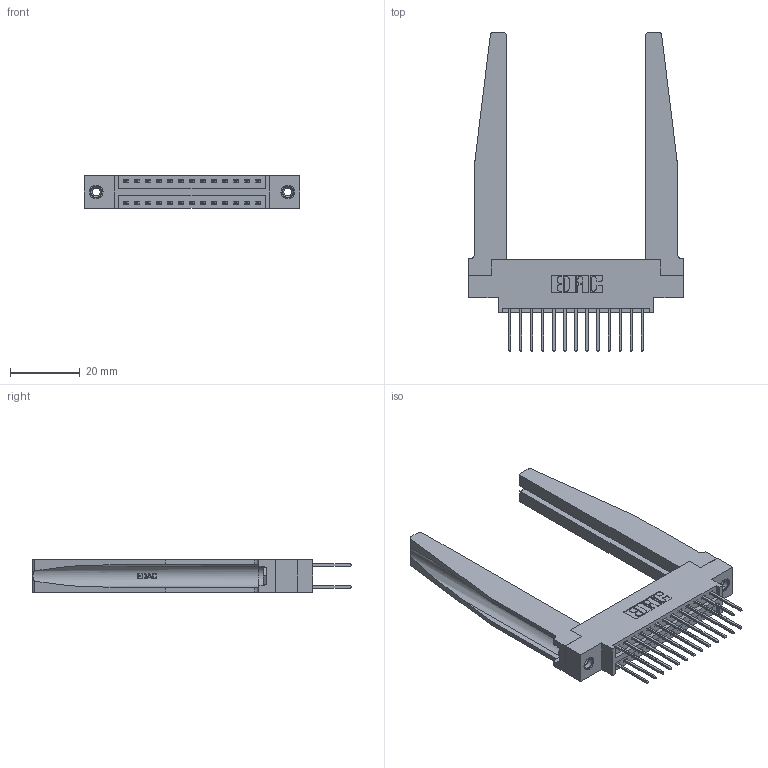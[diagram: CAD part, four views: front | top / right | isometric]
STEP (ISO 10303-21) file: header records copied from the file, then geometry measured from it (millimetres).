
FILE_DESCRIPTION (( 'STEP AP203' ), '1' );
FILE_NAME ('396-026-522-878.STEP', '2019-11-01T19:02:05', ( '' ), ( '' ), 'SwSTEP 2.0', 'SolidWorks 2016', '' );
FILE_SCHEMA (( 'CONFIG_CONTROL_DESIGN' ));
Length unit declared in the file: inch
Products named in the file (5): 346 Part_0.170 Offset - 0.156 Dia-TH; 345-292-001_345-293-122; 346-220-078_345-220-078; 345-250-001_345-250-001-102; 396-026-522-878
Assembly tree (31 placements, depth 2):
  396-026-522-878
    346 Part_0.170 Offset - 0.156 Dia-TH
    345-292-001_345-293-122  x26
    346-220-078_345-220-078  x2
    345-250-001_345-250-001-102  x2
Bounding box: 61.85 x 91.69 x 9.4 mm (x, y, z)
Volume: 12626.7 mm3; surface area: 14429.7 mm2
Topology: 31 solids, 31 shells, 1712 faces, 4979 edges, 3274 vertices
Faces by surface type: plane 1132, cylinder 528, bspline 36, cone 12, torus 4
Entity records: 17286 total; most frequent: CARTESIAN_POINT 3827, ORIENTED_EDGE 2650, DIRECTION 2411, EDGE_CURVE 1325, LINE 1047, VECTOR 1047, VERTEX_POINT 876, AXIS2_PLACEMENT_3D 682
